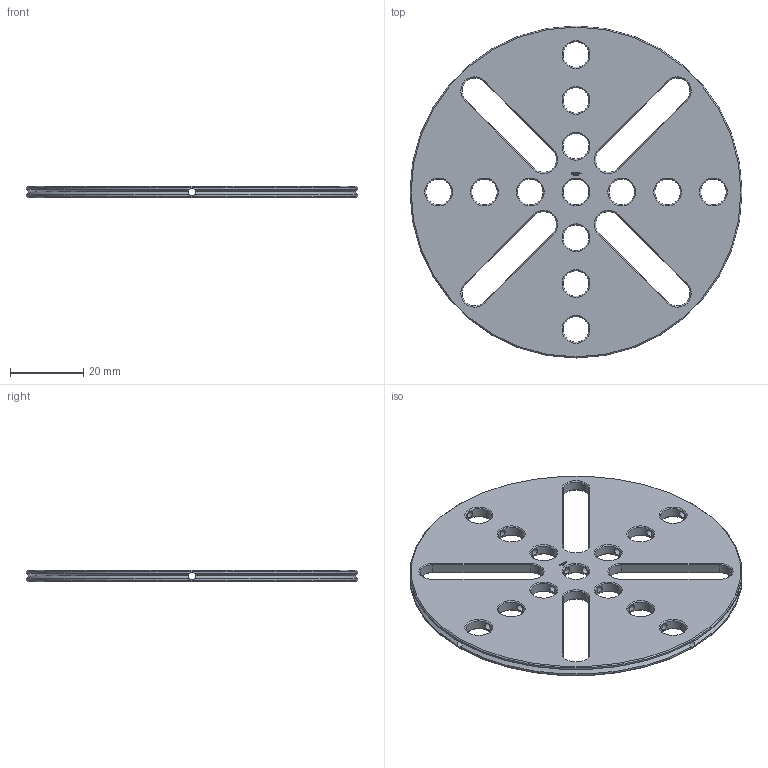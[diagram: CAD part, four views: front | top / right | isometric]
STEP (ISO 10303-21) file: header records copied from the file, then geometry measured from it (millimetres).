
FILE_DESCRIPTION(('FreeCAD Model'),'2;1');
FILE_NAME('Open CASCADE Shape Model','2023-11-14T17:00:39',(''),(''), 'Open CASCADE STEP processor 7.6','FreeCAD','Unknown');
FILE_SCHEMA(('AUTOMOTIVE_DESIGN { 1 0 10303 214 1 1 1 1 }'));
Products named in the file (1): Washer FRE OCT BU07.25x00.25 - SPN-WSR-0063 (stemfie.org)
Bounding box: 90.62 x 90.62 x 3.12 mm (x, y, z)
Volume: 15235.1 mm3; surface area: 13219.6 mm2
Topology: 1 solids, 1 shells, 633 faces, 1788 edges, 1172 vertices
Faces by surface type: plane 332, extrusion 210, cone 52, cylinder 39
Full cylindrical faces by diameter (mm): 2 x16, 7 x13, 90.625 x2
Entity records: 48884 total; most frequent: CARTESIAN_POINT 14841, DIRECTION 5409, VECTOR 4338, LINE 4128, ORIENTED_EDGE 3576, PCURVE 3576, DEFINITIONAL_REPRESENTATION 3576, EDGE_CURVE 1788
